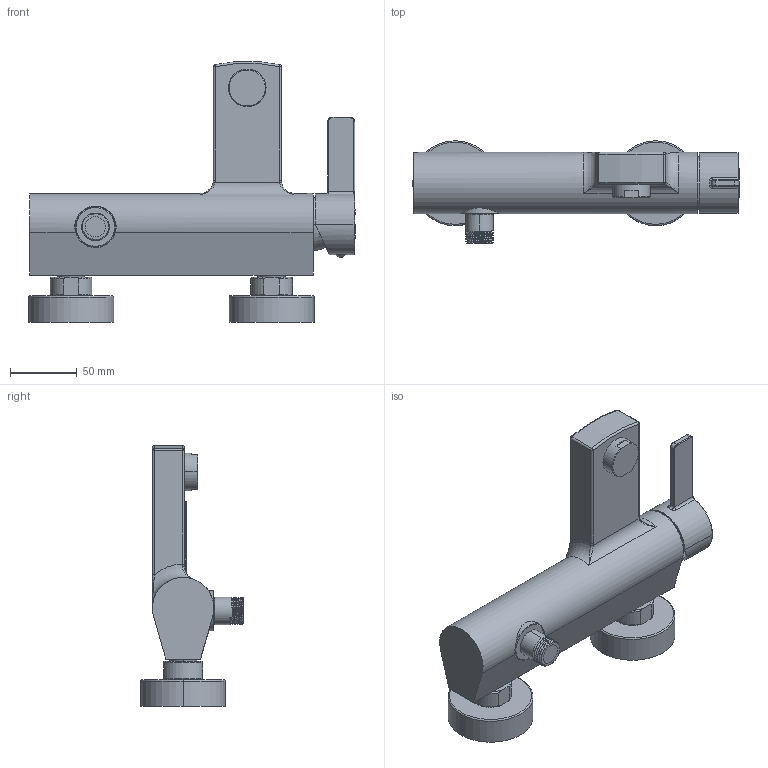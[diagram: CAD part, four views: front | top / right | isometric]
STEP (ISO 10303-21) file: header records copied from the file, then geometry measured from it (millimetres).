
FILE_DESCRIPTION((''),'2;1');
FILE_NAME('RO022CR','2021-01-15T14:52:09',('ut3'),('PAFFONI SpA'),'CREO PARAMETRIC BY PTC INC, 2020044','CREO PARAMETRIC BY PTC INC, 2020044','');
FILE_SCHEMA(('CONFIG_CONTROL_DESIGN','SHAPE_APPEARANCE_LAYERS_GROUPS'));
Products named in the file (1): RO022CR
Bounding box: 244.35 x 76.75 x 195.2 mm (x, y, z)
Volume: 434192.1 mm3; surface area: 177175.4 mm2
Topology: 2 solids, 2 shells, 1409 faces, 4005 edges, 2621 vertices
Faces by surface type: plane 1105, cylinder 170, cone 52, torus 50, bspline 24, sphere 8
Entity records: 63112 total; most frequent: CARTESIAN_POINT 14428, DIRECTION 8016, ORIENTED_EDGE 8002, EDGE_CURVE 4001, AXIS2_PLACEMENT_3D 2825, VERTEX_POINT 2621, VECTOR 2366, LINE 2366
